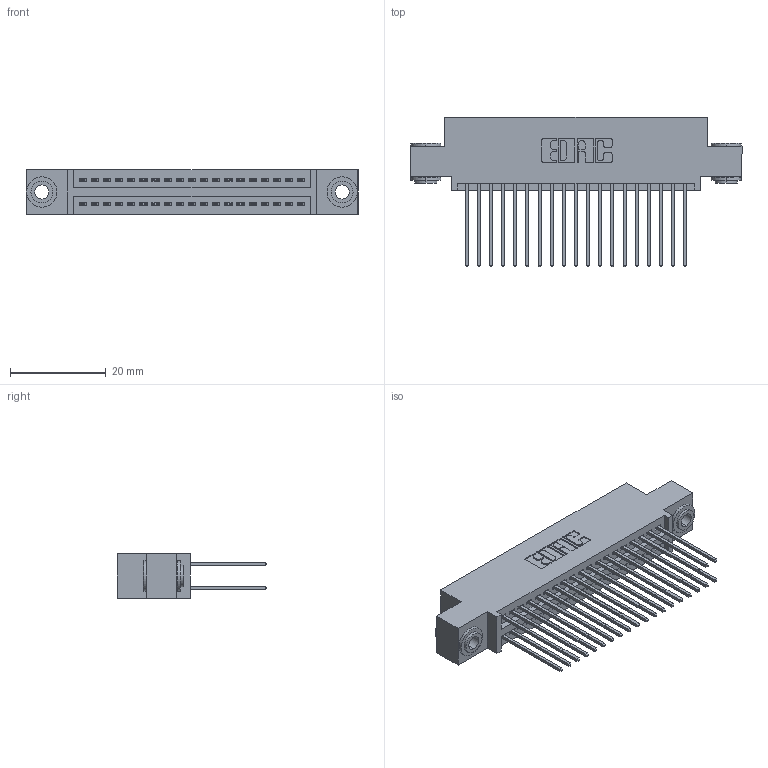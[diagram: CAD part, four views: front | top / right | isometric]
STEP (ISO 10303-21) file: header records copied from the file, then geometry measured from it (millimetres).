
FILE_DESCRIPTION (( 'STEP AP203' ), '1' );
FILE_NAME ('395-038-542-503.STEP', '2019-10-18T04:00:17', ( '' ), ( '' ), 'SwSTEP 2.0', 'SolidWorks 2016', '' );
FILE_SCHEMA (( 'CONFIG_CONTROL_DESIGN' ));
Length unit declared in the file: inch
Products named in the file (4): 345 Part_0.110 Offset - 0.156 Dia-TH; 345-292-001_345-293-142; 345-250-002_345-250-002-102; 395-038-542-503
Assembly tree (41 placements, depth 2):
  395-038-542-503
    345 Part_0.110 Offset - 0.156 Dia-TH
    345-292-001_345-293-142  x38
    345-250-002_345-250-002-102  x2
Bounding box: 69.47 x 31.29 x 9.4 mm (x, y, z)
Volume: 6658 mm3; surface area: 10521.7 mm2
Topology: 41 solids, 41 shells, 2068 faces, 6091 edges, 4006 vertices
Faces by surface type: plane 1348, cylinder 712, cone 8
Entity records: 18804 total; most frequent: CARTESIAN_POINT 3151, ORIENTED_EDGE 3078, DIRECTION 2837, EDGE_CURVE 1539, VECTOR 1307, LINE 1307, VERTEX_POINT 1022, AXIS2_PLACEMENT_3D 765
